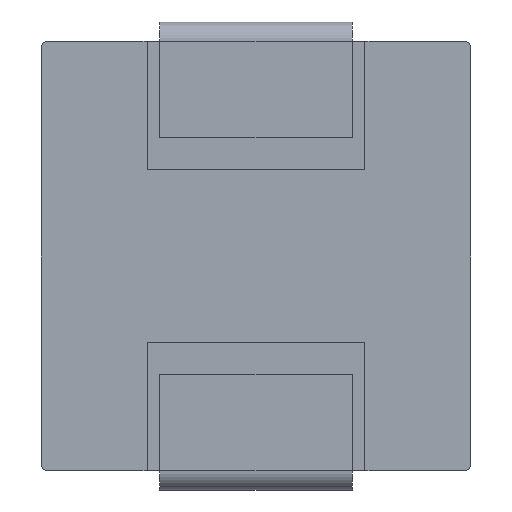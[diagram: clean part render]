
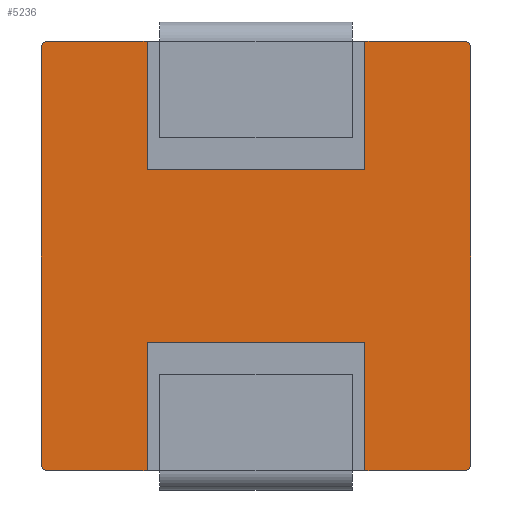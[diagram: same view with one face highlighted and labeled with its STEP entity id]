
A CAD part, front view. The second image highlights one B-rep face of the part: STEP entity #5236.
In plain terms, the highlighted planar face has unit normal (0, -1, 0).
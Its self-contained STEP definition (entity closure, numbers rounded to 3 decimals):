
#580 = EDGE_LOOP ( 'NONE', ( #927, #925, #928, #926, #924, #923, #922, #920, #921, #919, #917, #918, #916, #915, #914, #912 ) ) ;
#912 = ORIENTED_EDGE ( 'NONE', *, *, #3727, .F. ) ;
#914 = ORIENTED_EDGE ( 'NONE', *, *, #3571, .F. ) ;
#915 = ORIENTED_EDGE ( 'NONE', *, *, #4868, .F. ) ;
#916 = ORIENTED_EDGE ( 'NONE', *, *, #3578, .F. ) ;
#917 = ORIENTED_EDGE ( 'NONE', *, *, #4858, .F. ) ;
#918 = ORIENTED_EDGE ( 'NONE', *, *, #3576, .F. ) ;
#919 = ORIENTED_EDGE ( 'NONE', *, *, #3597, .F. ) ;
#920 = ORIENTED_EDGE ( 'NONE', *, *, #3573, .F. ) ;
#921 = ORIENTED_EDGE ( 'NONE', *, *, #3572, .F. ) ;
#922 = ORIENTED_EDGE ( 'NONE', *, *, #3574, .F. ) ;
#923 = ORIENTED_EDGE ( 'NONE', *, *, #3589, .F. ) ;
#924 = ORIENTED_EDGE ( 'NONE', *, *, #3586, .F. ) ;
#925 = ORIENTED_EDGE ( 'NONE', *, *, #4876, .F. ) ;
#926 = ORIENTED_EDGE ( 'NONE', *, *, #3583, .F. ) ;
#927 = ORIENTED_EDGE ( 'NONE', *, *, #3575, .F. ) ;
#928 = ORIENTED_EDGE ( 'NONE', *, *, #3581, .F. ) ;
#1154 = VECTOR ( 'NONE', #5931, 1000. ) ;
#1155 = VECTOR ( 'NONE', #5935, 1000. ) ;
#1156 = VECTOR ( 'NONE', #5938, 1000. ) ;
#1157 = VECTOR ( 'NONE', #5941, 1000. ) ;
#1158 = VECTOR ( 'NONE', #5944, 1000. ) ;
#1159 = AXIS2_PLACEMENT_3D ( 'NONE', #5932, #5951, #5952 ) ;
#1160 = VECTOR ( 'NONE', #5947, 1000. ) ;
#1161 = AXIS2_PLACEMENT_3D ( 'NONE', #5959, #5960, #5961 ) ;
#1167 = AXIS2_PLACEMENT_3D ( 'NONE', #5965, #5975, #5976 ) ;
#1168 = VECTOR ( 'NONE', #5968, 1000. ) ;
#1174 = VECTOR ( 'NONE', #5985, 1000. ) ;
#1300 = CIRCLE ( 'NONE', #1159, 0.1 ) ;
#1301 = CIRCLE ( 'NONE', #1161, 0.1 ) ;
#1303 = CIRCLE ( 'NONE', #1167, 0.1 ) ;
#1334 = CIRCLE ( 'NONE', #5457, 0.1 ) ;
#1353 = VECTOR ( 'NONE', #6009, 1000. ) ;
#1384 = VECTOR ( 'NONE', #1873, 1000. ) ;
#1427 = FACE_OUTER_BOUND ( 'NONE', #580, .T. ) ;
#1455 = AXIS2_PLACEMENT_3D ( 'NONE', #6179, #6180, #6181 ) ;
#1523 = VECTOR ( 'NONE', #2451, 1000. ) ;
#1531 = VECTOR ( 'NONE', #2475, 1000. ) ;
#1871 = LINE ( 'NONE', #1872, #1384 ) ;
#1872 = CARTESIAN_POINT ( 'NONE',  ( 1.7, 0., -1.35 ) ) ;
#1873 = DIRECTION ( 'NONE',  ( -1., 0., 0. ) ) ;
#2400 = CARTESIAN_POINT ( 'NONE',  ( -3.25, 0., 3.25 ) ) ;
#2419 = DIRECTION ( 'NONE',  ( 0., 1., 0. ) ) ;
#2420 = DIRECTION ( 'NONE',  ( 0., 0., -1. ) ) ;
#2449 = LINE ( 'NONE', #2450, #1523 ) ;
#2450 = CARTESIAN_POINT ( 'NONE',  ( -3.25, 0., -3.35 ) ) ;
#2451 = DIRECTION ( 'NONE',  ( -1., 0., 0. ) ) ;
#2473 = LINE ( 'NONE', #2474, #1531 ) ;
#2474 = CARTESIAN_POINT ( 'NONE',  ( -3.25, 0., -3.35 ) ) ;
#2475 = DIRECTION ( 'NONE',  ( -1., 0., 0. ) ) ;
#3298 = CARTESIAN_POINT ( 'NONE',  ( -3.25, 0., -3.35 ) ) ;
#3300 = CARTESIAN_POINT ( 'NONE',  ( 3.25, 0., -3.35 ) ) ;
#3301 = CARTESIAN_POINT ( 'NONE',  ( 1.7, 0., -3.35 ) ) ;
#3308 = CARTESIAN_POINT ( 'NONE',  ( -1.7, 0., -3.35 ) ) ;
#3314 = CARTESIAN_POINT ( 'NONE',  ( -3.25, 0., 3.35 ) ) ;
#3316 = CARTESIAN_POINT ( 'NONE',  ( -3.35, 0., 3.25 ) ) ;
#3318 = CARTESIAN_POINT ( 'NONE',  ( 3.25, 0., 3.35 ) ) ;
#3319 = CARTESIAN_POINT ( 'NONE',  ( -1.7, 0., 3.35 ) ) ;
#3326 = CARTESIAN_POINT ( 'NONE',  ( 1.7, 0., 3.35 ) ) ;
#3328 = CARTESIAN_POINT ( 'NONE',  ( 3.35, 0., -3.25 ) ) ;
#3330 = CARTESIAN_POINT ( 'NONE',  ( 3.35, 0., 3.25 ) ) ;
#3331 = CARTESIAN_POINT ( 'NONE',  ( 1.7, 0., -1.35 ) ) ;
#3332 = CARTESIAN_POINT ( 'NONE',  ( -3.35, 0., -3.25 ) ) ;
#3334 = CARTESIAN_POINT ( 'NONE',  ( -1.7, 0., -1.35 ) ) ;
#3335 = CARTESIAN_POINT ( 'NONE',  ( -1.7, 0., 1.35 ) ) ;
#3336 = CARTESIAN_POINT ( 'NONE',  ( 1.7, 0., 1.35 ) ) ;
#3482 = VERTEX_POINT ( 'NONE', #3336 ) ;
#3483 = VERTEX_POINT ( 'NONE', #3335 ) ;
#3484 = VERTEX_POINT ( 'NONE', #3334 ) ;
#3486 = VERTEX_POINT ( 'NONE', #3332 ) ;
#3487 = VERTEX_POINT ( 'NONE', #3331 ) ;
#3488 = VERTEX_POINT ( 'NONE', #3330 ) ;
#3490 = VERTEX_POINT ( 'NONE', #3328 ) ;
#3492 = VERTEX_POINT ( 'NONE', #3326 ) ;
#3499 = VERTEX_POINT ( 'NONE', #3319 ) ;
#3500 = VERTEX_POINT ( 'NONE', #3318 ) ;
#3502 = VERTEX_POINT ( 'NONE', #3316 ) ;
#3504 = VERTEX_POINT ( 'NONE', #3314 ) ;
#3510 = VERTEX_POINT ( 'NONE', #3308 ) ;
#3517 = VERTEX_POINT ( 'NONE', #3301 ) ;
#3518 = VERTEX_POINT ( 'NONE', #3300 ) ;
#3520 = VERTEX_POINT ( 'NONE', #3298 ) ;
#3571 = EDGE_CURVE ( 'NONE', #3484, #3510, #5929, .T. ) ;
#3572 = EDGE_CURVE ( 'NONE', #3499, #3483, #5933, .T. ) ;
#3573 = EDGE_CURVE ( 'NONE', #3483, #3482, #5936, .T. ) ;
#3574 = EDGE_CURVE ( 'NONE', #3482, #3492, #5939, .T. ) ;
#3575 = EDGE_CURVE ( 'NONE', #3517, #3487, #5942, .T. ) ;
#3576 = EDGE_CURVE ( 'NONE', #3486, #3502, #5945, .T. ) ;
#3578 = EDGE_CURVE ( 'NONE', #3520, #3486, #1300, .T. ) ;
#3581 = EDGE_CURVE ( 'NONE', #3490, #3518, #1301, .T. ) ;
#3583 = EDGE_CURVE ( 'NONE', #3488, #3490, #5966, .T. ) ;
#3586 = EDGE_CURVE ( 'NONE', #3500, #3488, #1303, .T. ) ;
#3589 = EDGE_CURVE ( 'NONE', #3492, #3500, #5983, .T. ) ;
#3597 = EDGE_CURVE ( 'NONE', #3504, #3499, #6007, .T. ) ;
#3727 = EDGE_CURVE ( 'NONE', #3487, #3484, #1871, .T. ) ;
#4858 = EDGE_CURVE ( 'NONE', #3502, #3504, #1334, .T. ) ;
#4868 = EDGE_CURVE ( 'NONE', #3510, #3520, #2449, .T. ) ;
#4876 = EDGE_CURVE ( 'NONE', #3518, #3517, #2473, .T. ) ;
#5236 = ADVANCED_FACE ( 'NONE', ( #1427 ), #6178, .T. ) ;
#5457 = AXIS2_PLACEMENT_3D ( 'NONE', #2400, #2419, #2420 ) ;
#5929 = LINE ( 'NONE', #5930, #1154 ) ;
#5930 = CARTESIAN_POINT ( 'NONE',  ( -1.7, 0., -3.35 ) ) ;
#5931 = DIRECTION ( 'NONE',  ( 0., 0., -1. ) ) ;
#5932 = CARTESIAN_POINT ( 'NONE',  ( -3.25, 0., -3.25 ) ) ;
#5933 = LINE ( 'NONE', #5934, #1155 ) ;
#5934 = CARTESIAN_POINT ( 'NONE',  ( -1.7, 0., 3.35 ) ) ;
#5935 = DIRECTION ( 'NONE',  ( 0., 0., -1. ) ) ;
#5936 = LINE ( 'NONE', #5937, #1156 ) ;
#5937 = CARTESIAN_POINT ( 'NONE',  ( 1.7, 0., 1.35 ) ) ;
#5938 = DIRECTION ( 'NONE',  ( 1., 0., 0. ) ) ;
#5939 = LINE ( 'NONE', #5940, #1157 ) ;
#5940 = CARTESIAN_POINT ( 'NONE',  ( 1.7, 0., 3.35 ) ) ;
#5941 = DIRECTION ( 'NONE',  ( 0., 0., 1. ) ) ;
#5942 = LINE ( 'NONE', #5943, #1158 ) ;
#5943 = CARTESIAN_POINT ( 'NONE',  ( 1.7, 0., -3.35 ) ) ;
#5944 = DIRECTION ( 'NONE',  ( 0., 0., 1. ) ) ;
#5945 = LINE ( 'NONE', #5946, #1160 ) ;
#5946 = CARTESIAN_POINT ( 'NONE',  ( -3.35, 0., 3.25 ) ) ;
#5947 = DIRECTION ( 'NONE',  ( 0., 0., 1. ) ) ;
#5951 = DIRECTION ( 'NONE',  ( 0., 1., 0. ) ) ;
#5952 = DIRECTION ( 'NONE',  ( 0., 0., -1. ) ) ;
#5959 = CARTESIAN_POINT ( 'NONE',  ( 3.25, 0., -3.25 ) ) ;
#5960 = DIRECTION ( 'NONE',  ( 0., 1., 0. ) ) ;
#5961 = DIRECTION ( 'NONE',  ( 0., 0., -1. ) ) ;
#5965 = CARTESIAN_POINT ( 'NONE',  ( 3.25, 0., 3.25 ) ) ;
#5966 = LINE ( 'NONE', #5967, #1168 ) ;
#5967 = CARTESIAN_POINT ( 'NONE',  ( 3.35, 0., 3.25 ) ) ;
#5968 = DIRECTION ( 'NONE',  ( 0., 0., -1. ) ) ;
#5975 = DIRECTION ( 'NONE',  ( 0., 1., 0. ) ) ;
#5976 = DIRECTION ( 'NONE',  ( 0., 0., 1. ) ) ;
#5983 = LINE ( 'NONE', #5984, #1174 ) ;
#5984 = CARTESIAN_POINT ( 'NONE',  ( -3.25, 0., 3.35 ) ) ;
#5985 = DIRECTION ( 'NONE',  ( 1., 0., 0. ) ) ;
#6007 = LINE ( 'NONE', #6008, #1353 ) ;
#6008 = CARTESIAN_POINT ( 'NONE',  ( -3.25, 0., 3.35 ) ) ;
#6009 = DIRECTION ( 'NONE',  ( 1., 0., 0. ) ) ;
#6178 = PLANE ( 'NONE',  #1455 ) ;
#6179 = CARTESIAN_POINT ( 'NONE',  ( -3.25, 0., 3.25 ) ) ;
#6180 = DIRECTION ( 'NONE',  ( 0., -1., 0. ) ) ;
#6181 = DIRECTION ( 'NONE',  ( 0., 0., -1. ) ) ;
